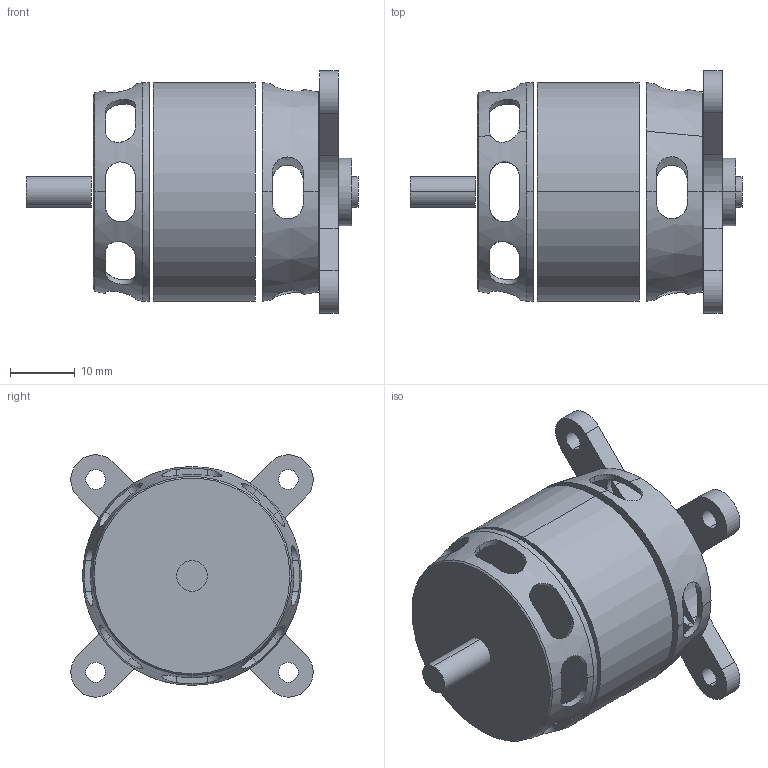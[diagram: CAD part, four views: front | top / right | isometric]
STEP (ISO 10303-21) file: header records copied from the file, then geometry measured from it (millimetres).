
FILE_DESCRIPTION (( 'STEP AP203' ), '1' );
FILE_NAME ('T-Motor AT2814 A.1_Default_sldprt.STEP', '2025-06-20T20:26:41', ( '' ), ( '' ), 'SwSTEP 2.0', 'SolidWorks 2024', '' );
FILE_SCHEMA (( 'CONFIG_CONTROL_DESIGN' ));
Length unit declared in the file: millimetre
Products named in the file (1): T-Motor AT2814 A.1_Default_sldprt
Bounding box: 51.15 x 37.32 x 37.32 mm (x, y, z)
Volume: 7313.6 mm3; surface area: 14017.5 mm2
Topology: 6 solids, 7 shells, 166 faces, 507 edges, 344 vertices
Faces by surface type: cylinder 89, plane 57, cone 20
Entity records: 9917 total; most frequent: CARTESIAN_POINT 5490, ORIENTED_EDGE 1014, DIRECTION 756, EDGE_CURVE 507, VERTEX_POINT 344, AXIS2_PLACEMENT_3D 292, B_SPLINE_CURVE_WITH_KNOTS 210, EDGE_LOOP 205
